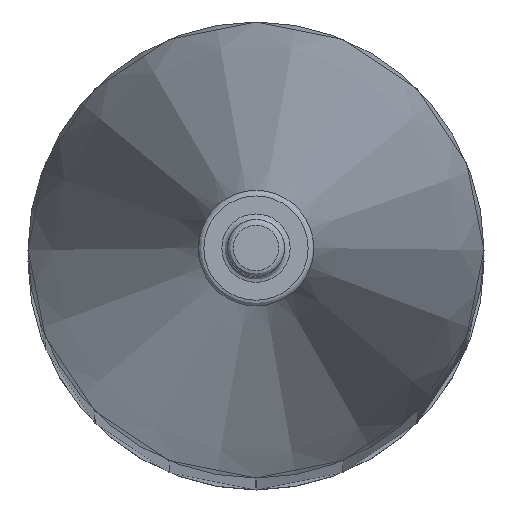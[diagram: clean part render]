
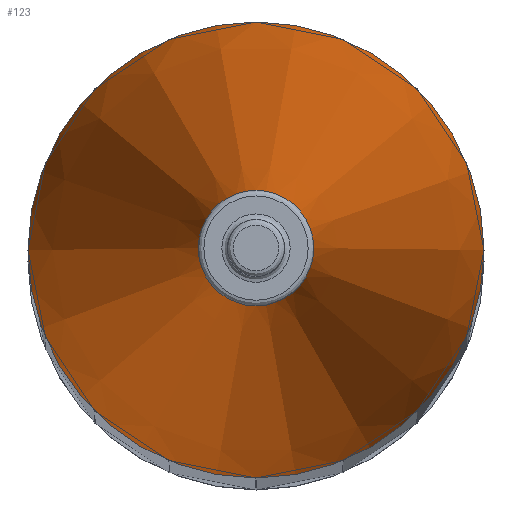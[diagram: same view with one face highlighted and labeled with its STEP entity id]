
A CAD part, top view. The second image highlights one B-rep face of the part: STEP entity #123.
In plain terms, the highlighted conical face has half-angle 8.973 degrees and reference radius 4 mm.
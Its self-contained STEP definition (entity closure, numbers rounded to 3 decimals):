
#32=CARTESIAN_POINT('',(-4.,0.,118.5));
#33=VERTEX_POINT('',#32);
#34=CARTESIAN_POINT('',(4.,0.,118.5));
#35=VERTEX_POINT('',#34);
#36=CARTESIAN_POINT('',(0.,0.,118.5));
#37=DIRECTION('',(0.,0.,1.));
#38=DIRECTION('',(1.,0.,-0.));
#39=AXIS2_PLACEMENT_3D('',#36,#37,#38);
#40=CIRCLE('',#39,4.);
#41=EDGE_CURVE('',#33,#35,#40,.T.);
#43=CARTESIAN_POINT('',(0.,0.,118.5));
#44=DIRECTION('',(0.,0.,1.));
#45=DIRECTION('',(1.,0.,-0.));
#46=AXIS2_PLACEMENT_3D('',#43,#44,#45);
#47=CIRCLE('',#46,4.);
#48=EDGE_CURVE('',#35,#33,#47,.T.);
#89=CARTESIAN_POINT('',(0.,0.,118.5));
#90=DIRECTION('',(0.,0.,-1.));
#91=DIRECTION('',(-1.,0.,0.));
#92=AXIS2_PLACEMENT_3D('',#89,#90,#91);
#93=CONICAL_SURFACE('',#92,4.,8.973);
#94=CARTESIAN_POINT('',(-1.013,0.,137.416));
#95=VERTEX_POINT('',#94);
#96=CARTESIAN_POINT('',(-4.,0.,118.5));
#97=DIRECTION('',(0.156,-0.,0.988));
#98=VECTOR('',#97,19.15);
#99=LINE('',#96,#98);
#100=EDGE_CURVE('',#33,#95,#99,.T.);
#101=ORIENTED_EDGE('',*,*,#100,.T.);
#102=CARTESIAN_POINT('',(1.013,0.,137.416));
#103=VERTEX_POINT('',#102);
#104=CARTESIAN_POINT('',(0.,0.,137.416));
#105=DIRECTION('',(-0.,-0.,-1.));
#106=DIRECTION('',(1.,0.,-0.));
#107=AXIS2_PLACEMENT_3D('',#104,#105,#106);
#108=CIRCLE('',#107,1.013);
#109=EDGE_CURVE('',#95,#103,#108,.T.);
#110=ORIENTED_EDGE('',*,*,#109,.T.);
#111=CARTESIAN_POINT('',(0.,0.,137.416));
#112=DIRECTION('',(-0.,-0.,-1.));
#113=DIRECTION('',(1.,0.,-0.));
#114=AXIS2_PLACEMENT_3D('',#111,#112,#113);
#115=CIRCLE('',#114,1.013);
#116=EDGE_CURVE('',#103,#95,#115,.T.);
#117=ORIENTED_EDGE('',*,*,#116,.T.);
#118=ORIENTED_EDGE('',*,*,#100,.F.);
#119=ORIENTED_EDGE('',*,*,#41,.T.);
#120=ORIENTED_EDGE('',*,*,#48,.T.);
#121=EDGE_LOOP('',(#101,#110,#117,#118,#119,#120));
#122=FACE_BOUND('',#121,.T.);
#123=ADVANCED_FACE('',(#122),#93,.T.);
